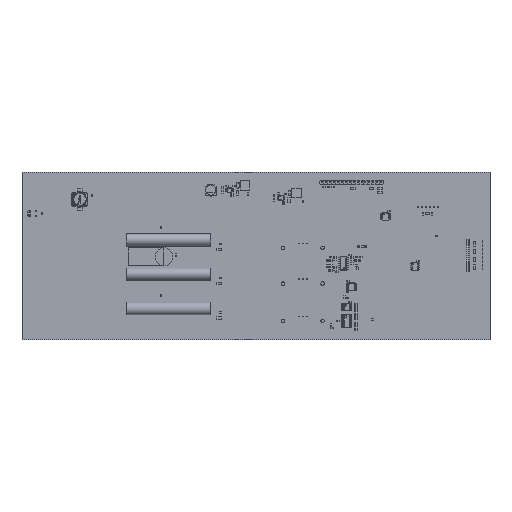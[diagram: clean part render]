
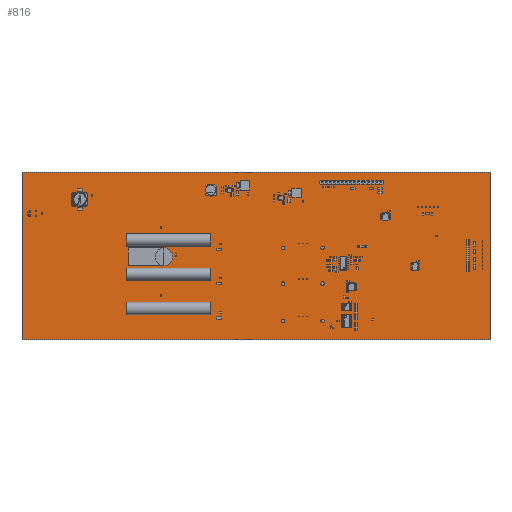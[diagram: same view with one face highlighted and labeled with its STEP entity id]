
A CAD part, top view. The second image highlights one B-rep face of the part: STEP entity #816.
In plain terms, the highlighted planar face has unit normal (0, 0, 1).
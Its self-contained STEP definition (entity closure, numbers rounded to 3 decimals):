
#687 = VERTEX_POINT('',#688);
#688 = CARTESIAN_POINT('',(0.,107.5,0.));
#694 = EDGE_CURVE('',#687,#695,#697,.T.);
#695 = VERTEX_POINT('',#696);
#696 = CARTESIAN_POINT('',(0.,0.,0.));
#697 = LINE('',#698,#699);
#698 = CARTESIAN_POINT('',(0.,107.5,0.));
#699 = VECTOR('',#700,1.);
#700 = DIRECTION('',(0.,-1.,0.));
#725 = EDGE_CURVE('',#695,#726,#728,.T.);
#726 = VERTEX_POINT('',#727);
#727 = CARTESIAN_POINT('',(300.,0.,0.));
#728 = LINE('',#729,#730);
#729 = CARTESIAN_POINT('',(0.,0.,0.));
#730 = VECTOR('',#731,1.);
#731 = DIRECTION('',(1.,0.,0.));
#756 = EDGE_CURVE('',#726,#757,#759,.T.);
#757 = VERTEX_POINT('',#758);
#758 = CARTESIAN_POINT('',(300.,107.5,0.));
#759 = LINE('',#760,#761);
#760 = CARTESIAN_POINT('',(300.,0.,0.));
#761 = VECTOR('',#762,1.);
#762 = DIRECTION('',(0.,1.,0.));
#787 = EDGE_CURVE('',#757,#687,#788,.T.);
#788 = LINE('',#789,#790);
#789 = CARTESIAN_POINT('',(300.,107.5,0.));
#790 = VECTOR('',#791,1.);
#791 = DIRECTION('',(-1.,0.,0.));
#816 = ADVANCED_FACE('',(#817),#823,.F.);
#817 = FACE_BOUND('',#818,.T.);
#818 = EDGE_LOOP('',(#819,#820,#821,#822));
#819 = ORIENTED_EDGE('',*,*,#694,.T.);
#820 = ORIENTED_EDGE('',*,*,#725,.T.);
#821 = ORIENTED_EDGE('',*,*,#756,.T.);
#822 = ORIENTED_EDGE('',*,*,#787,.T.);
#823 = PLANE('',#824);
#824 = AXIS2_PLACEMENT_3D('',#825,#826,#827);
#825 = CARTESIAN_POINT('',(0.,107.5,0.));
#826 = DIRECTION('',(0.,0.,-1.));
#827 = DIRECTION('',(-1.,0.,0.));
